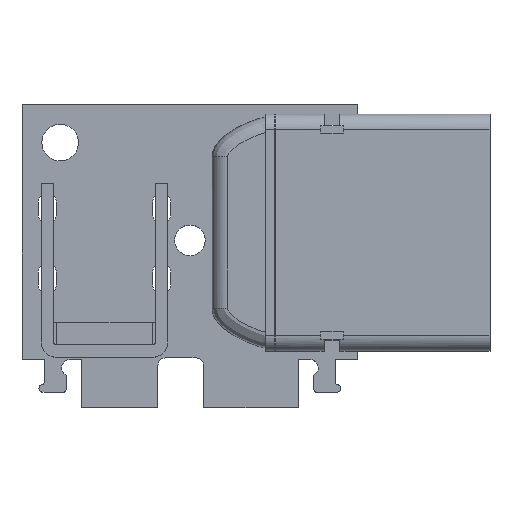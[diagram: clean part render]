
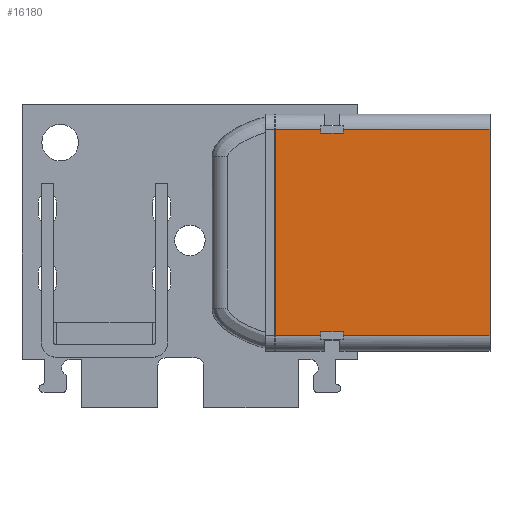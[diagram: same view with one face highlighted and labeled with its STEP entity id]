
A CAD part, top view. The second image highlights one B-rep face of the part: STEP entity #16180.
In plain terms, the highlighted face is planar.
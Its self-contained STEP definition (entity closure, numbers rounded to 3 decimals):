
#13345 = VERTEX_POINT('',#13346);
#13346 = CARTESIAN_POINT('',(-6.75,8.4,-10.35));
#13353 = EDGE_CURVE('',#13354,#13345,#13356,.T.);
#13354 = VERTEX_POINT('',#13355);
#13355 = CARTESIAN_POINT('',(6.75,8.4,-10.35));
#13356 = LINE('',#13357,#13358);
#13357 = CARTESIAN_POINT('',(-6.75,8.4,-10.35));
#13358 = VECTOR('',#13359,1.);
#13359 = DIRECTION('',(-1.,0.,0.));
#14300 = VERTEX_POINT('',#14301);
#14301 = CARTESIAN_POINT('',(6.75,8.4,-0.75));
#14308 = EDGE_CURVE('',#14300,#14309,#14311,.T.);
#14309 = VERTEX_POINT('',#14310);
#14310 = CARTESIAN_POINT('',(6.5,8.4,-0.75));
#14311 = LINE('',#14312,#14313);
#14312 = CARTESIAN_POINT('',(7.,8.4,-0.75));
#14313 = VECTOR('',#14314,1.);
#14314 = DIRECTION('',(-1.,0.,0.));
#14333 = EDGE_CURVE('',#14309,#14334,#14336,.T.);
#14334 = VERTEX_POINT('',#14335);
#14335 = CARTESIAN_POINT('',(6.5,8.4,0.75));
#14336 = LINE('',#14337,#14338);
#14337 = CARTESIAN_POINT('',(6.5,8.4,-0.75));
#14338 = VECTOR('',#14339,1.);
#14339 = DIRECTION('',(0.,0.,1.));
#14357 = VERTEX_POINT('',#14358);
#14358 = CARTESIAN_POINT('',(6.75,8.4,0.75));
#14375 = EDGE_CURVE('',#14334,#14357,#14376,.T.);
#14376 = LINE('',#14377,#14378);
#14377 = CARTESIAN_POINT('',(7.,8.4,0.75));
#14378 = VECTOR('',#14379,1.);
#14379 = DIRECTION('',(1.,0.,0.));
#14552 = VERTEX_POINT('',#14553);
#14553 = CARTESIAN_POINT('',(-6.75,8.4,0.75));
#14560 = EDGE_CURVE('',#14552,#14561,#14563,.T.);
#14561 = VERTEX_POINT('',#14562);
#14562 = CARTESIAN_POINT('',(-6.5,8.4,0.75));
#14563 = LINE('',#14564,#14565);
#14564 = CARTESIAN_POINT('',(-7.,8.4,0.75));
#14565 = VECTOR('',#14566,1.);
#14566 = DIRECTION('',(1.,0.,0.));
#14585 = EDGE_CURVE('',#14561,#14586,#14588,.T.);
#14586 = VERTEX_POINT('',#14587);
#14587 = CARTESIAN_POINT('',(-6.5,8.4,-0.75));
#14588 = LINE('',#14589,#14590);
#14589 = CARTESIAN_POINT('',(-6.5,8.4,-0.75));
#14590 = VECTOR('',#14591,1.);
#14591 = DIRECTION('',(0.,0.,-1.));
#14609 = VERTEX_POINT('',#14610);
#14610 = CARTESIAN_POINT('',(-6.75,8.4,-0.75));
#14627 = EDGE_CURVE('',#14586,#14609,#14628,.T.);
#14628 = LINE('',#14629,#14630);
#14629 = CARTESIAN_POINT('',(-7.,8.4,-0.75));
#14630 = VECTOR('',#14631,1.);
#14631 = DIRECTION('',(-1.,0.,0.));
#16036 = VERTEX_POINT('',#16037);
#16037 = CARTESIAN_POINT('',(6.75,8.4,3.7));
#16044 = EDGE_CURVE('',#16036,#16045,#16047,.T.);
#16045 = VERTEX_POINT('',#16046);
#16046 = CARTESIAN_POINT('',(-6.75,8.4,3.7));
#16047 = LINE('',#16048,#16049);
#16048 = CARTESIAN_POINT('',(-6.75,8.4,3.7));
#16049 = VECTOR('',#16050,1.);
#16050 = DIRECTION('',(-1.,0.,0.));
#16092 = EDGE_CURVE('',#13345,#14609,#16093,.T.);
#16093 = LINE('',#16094,#16095);
#16094 = CARTESIAN_POINT('',(-6.75,8.4,6.256));
#16095 = VECTOR('',#16096,1.);
#16096 = DIRECTION('',(0.,0.,1.));
#16123 = EDGE_CURVE('',#14300,#13354,#16124,.T.);
#16124 = LINE('',#16125,#16126);
#16125 = CARTESIAN_POINT('',(6.75,8.4,6.256));
#16126 = VECTOR('',#16127,1.);
#16127 = DIRECTION('',(0.,0.,-1.));
#16180 = ADVANCED_FACE('',(#16181),#16205,.T.);
#16181 = FACE_BOUND('',#16182,.T.);
#16182 = EDGE_LOOP('',(#16183,#16184,#16185,#16186,#16187,#16188,#16189,
    #16190,#16191,#16192,#16198,#16199));
#16183 = ORIENTED_EDGE('',*,*,#14375,.F.);
#16184 = ORIENTED_EDGE('',*,*,#14333,.F.);
#16185 = ORIENTED_EDGE('',*,*,#14308,.F.);
#16186 = ORIENTED_EDGE('',*,*,#16123,.T.);
#16187 = ORIENTED_EDGE('',*,*,#13353,.T.);
#16188 = ORIENTED_EDGE('',*,*,#16092,.T.);
#16189 = ORIENTED_EDGE('',*,*,#14627,.F.);
#16190 = ORIENTED_EDGE('',*,*,#14585,.F.);
#16191 = ORIENTED_EDGE('',*,*,#14560,.F.);
#16192 = ORIENTED_EDGE('',*,*,#16193,.T.);
#16193 = EDGE_CURVE('',#14552,#16045,#16194,.T.);
#16194 = LINE('',#16195,#16196);
#16195 = CARTESIAN_POINT('',(-6.75,8.4,6.256));
#16196 = VECTOR('',#16197,1.);
#16197 = DIRECTION('',(0.,0.,1.));
#16198 = ORIENTED_EDGE('',*,*,#16044,.F.);
#16199 = ORIENTED_EDGE('',*,*,#16200,.T.);
#16200 = EDGE_CURVE('',#16036,#14357,#16201,.T.);
#16201 = LINE('',#16202,#16203);
#16202 = CARTESIAN_POINT('',(6.75,8.4,6.256));
#16203 = VECTOR('',#16204,1.);
#16204 = DIRECTION('',(0.,0.,-1.));
#16205 = PLANE('',#16206);
#16206 = AXIS2_PLACEMENT_3D('',#16207,#16208,#16209);
#16207 = CARTESIAN_POINT('',(6.839,8.4,6.256));
#16208 = DIRECTION('',(0.,1.,0.));
#16209 = DIRECTION('',(-1.,0.,0.));
